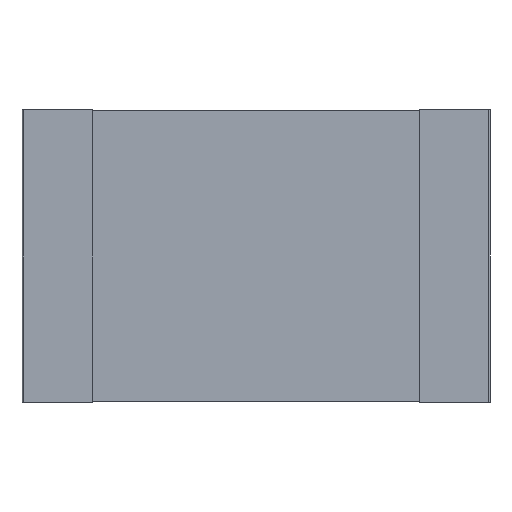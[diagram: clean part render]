
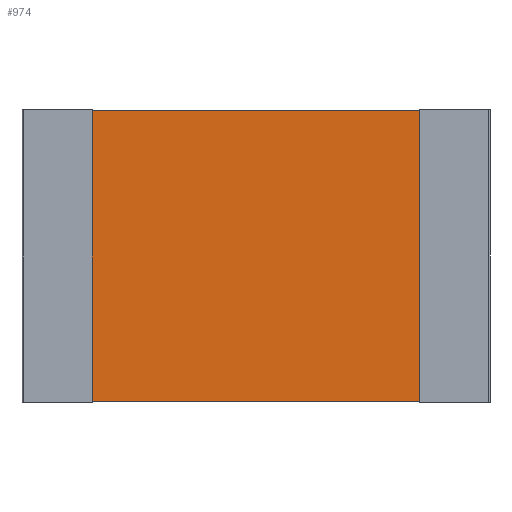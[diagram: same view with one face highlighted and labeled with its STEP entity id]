
A CAD part, front view. The second image highlights one B-rep face of the part: STEP entity #974.
In plain terms, the highlighted planar face has unit normal (0, -1, 0).
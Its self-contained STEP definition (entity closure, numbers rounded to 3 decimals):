
#336 = ORIENTED_EDGE ( 'NONE', *, *, #1865, .T. ) ;
#727 = PLANE ( 'NONE',  #5208 ) ;
#886 = FACE_OUTER_BOUND ( 'NONE', #3165, .T. ) ;
#923 = CARTESIAN_POINT ( 'NONE',  ( -0.98, 0., -0.62 ) ) ;
#974 = ADVANCED_FACE ( 'NONE', ( #886 ), #727, .F. ) ;
#1157 = VERTEX_POINT ( 'NONE', #2691 ) ;
#1534 = ORIENTED_EDGE ( 'NONE', *, *, #5395, .T. ) ;
#1576 = CARTESIAN_POINT ( 'NONE',  ( -0.98, 0., 0.62 ) ) ;
#1748 = CARTESIAN_POINT ( 'NONE',  ( -0.98, 0., 0.62 ) ) ;
#1865 = EDGE_CURVE ( 'NONE', #4861, #3985, #4938, .T. ) ;
#2384 = EDGE_CURVE ( 'NONE', #3985, #1157, #2390, .T. ) ;
#2388 = VECTOR ( 'NONE', #2692, 1000. ) ;
#2390 = LINE ( 'NONE', #6023, #4851 ) ;
#2473 = ORIENTED_EDGE ( 'NONE', *, *, #5916, .T. ) ;
#2614 = CARTESIAN_POINT ( 'NONE',  ( 0., 0., 0. ) ) ;
#2691 = CARTESIAN_POINT ( 'NONE',  ( 0.98, 0., -0.62 ) ) ;
#2692 = DIRECTION ( 'NONE',  ( 0., 0., -1. ) ) ;
#2778 = CARTESIAN_POINT ( 'NONE',  ( 0.98, 0., 0.62 ) ) ;
#3086 = VERTEX_POINT ( 'NONE', #2778 ) ;
#3089 = DIRECTION ( 'NONE',  ( 0., 0., 1. ) ) ;
#3154 = ORIENTED_EDGE ( 'NONE', *, *, #2384, .T. ) ;
#3155 = DIRECTION ( 'NONE',  ( 1., 0., 0. ) ) ;
#3165 = EDGE_LOOP ( 'NONE', ( #1534, #336, #3154, #2473 ) ) ;
#3600 = CARTESIAN_POINT ( 'NONE',  ( -0.98, 0., -0.62 ) ) ;
#3651 = VECTOR ( 'NONE', #4605, 1000. ) ;
#3985 = VERTEX_POINT ( 'NONE', #923 ) ;
#4116 = CARTESIAN_POINT ( 'NONE',  ( 0.98, 0., -0.62 ) ) ;
#4595 = DIRECTION ( 'NONE',  ( -1., 0., 0. ) ) ;
#4605 = DIRECTION ( 'NONE',  ( 0., 0., 1. ) ) ;
#4851 = VECTOR ( 'NONE', #3155, 1000. ) ;
#4861 = VERTEX_POINT ( 'NONE', #1576 ) ;
#4938 = LINE ( 'NONE', #3600, #2388 ) ;
#4944 = LINE ( 'NONE', #4116, #3651 ) ;
#5208 = AXIS2_PLACEMENT_3D ( 'NONE', #2614, #5958, #3089 ) ;
#5395 = EDGE_CURVE ( 'NONE', #3086, #4861, #5993, .T. ) ;
#5850 = VECTOR ( 'NONE', #4595, 1000. ) ;
#5916 = EDGE_CURVE ( 'NONE', #1157, #3086, #4944, .T. ) ;
#5958 = DIRECTION ( 'NONE',  ( 0., 1., 0. ) ) ;
#5993 = LINE ( 'NONE', #1748, #5850 ) ;
#6023 = CARTESIAN_POINT ( 'NONE',  ( -0.98, 0., -0.62 ) ) ;
